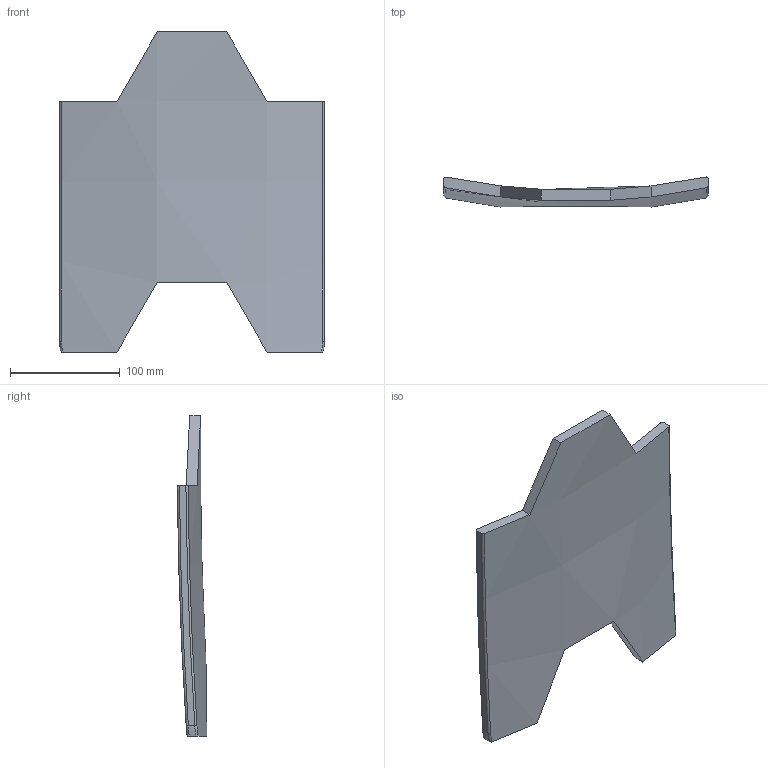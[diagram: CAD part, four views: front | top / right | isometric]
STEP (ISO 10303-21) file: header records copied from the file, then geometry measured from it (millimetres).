
FILE_DESCRIPTION(/* description */ (''),/* implementation_level */ '2;1');
FILE_NAME(/* name */ 'rear bridge.stp',/* time_stamp */ '2026-02-06T23:33:34-08:00',/* author */ ('devan'),/* organization */ (''),/* preprocessor_version */ 'ST-DEVELOPER v20.1',/* originating_system */ 'Autodesk Inventor 2026',/* authorisation */ '');
FILE_SCHEMA (('AUTOMOTIVE_DESIGN { 1 0 10303 214 3 1 1 }'));
Length unit declared in the file: inch
Products named in the file (1): 36
Bounding box: 241.3 x 26.98 x 292.1 mm (x, y, z)
Volume: 551036.1 mm3; surface area: 121174.4 mm2
Topology: 1 solids, 1 shells, 24 faces, 62 edges, 40 vertices
Faces by surface type: plane 12, torus 6, bspline 4, cylinder 2
Entity records: 1035 total; most frequent: CARTESIAN_POINT 475, ORIENTED_EDGE 124, DIRECTION 80, EDGE_CURVE 62, VERTEX_POINT 40, B_SPLINE_CURVE_WITH_KNOTS 36, AXIS2_PLACEMENT_3D 33, FACE_OUTER_BOUND 24
